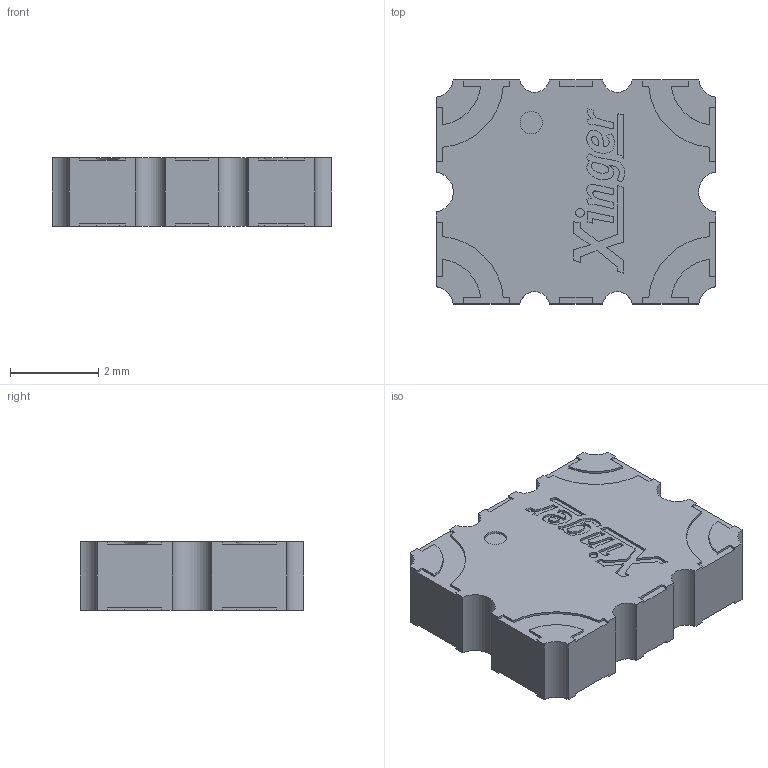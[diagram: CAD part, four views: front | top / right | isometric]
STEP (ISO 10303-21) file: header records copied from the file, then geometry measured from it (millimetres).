
FILE_DESCRIPTION (( 'STEP AP203' ), '1' );
FILE_NAME ('XEC24P3-30G.STEP', '2025-10-02T15:40:52', ( '' ), ( '' ), 'SwSTEP 2.0', 'SolidWorks 2023', '' );
FILE_SCHEMA (( 'CONFIG_CONTROL_DESIGN' ));
Length unit declared in the file: inch
Products named in the file (1): XEC24P3-30G
Bounding box: 6.35 x 5.08 x 1.55 mm (x, y, z)
Volume: 46.9 mm3; surface area: 101.5 mm2
Topology: 1 solids, 1 shells, 294 faces, 840 edges, 560 vertices
Faces by surface type: plane 186, cylinder 108
Entity records: 9679 total; most frequent: CARTESIAN_POINT 1695, ORIENTED_EDGE 1680, DIRECTION 1646, EDGE_CURVE 840, LINE 624, VECTOR 624, VERTEX_POINT 560, AXIS2_PLACEMENT_3D 511
